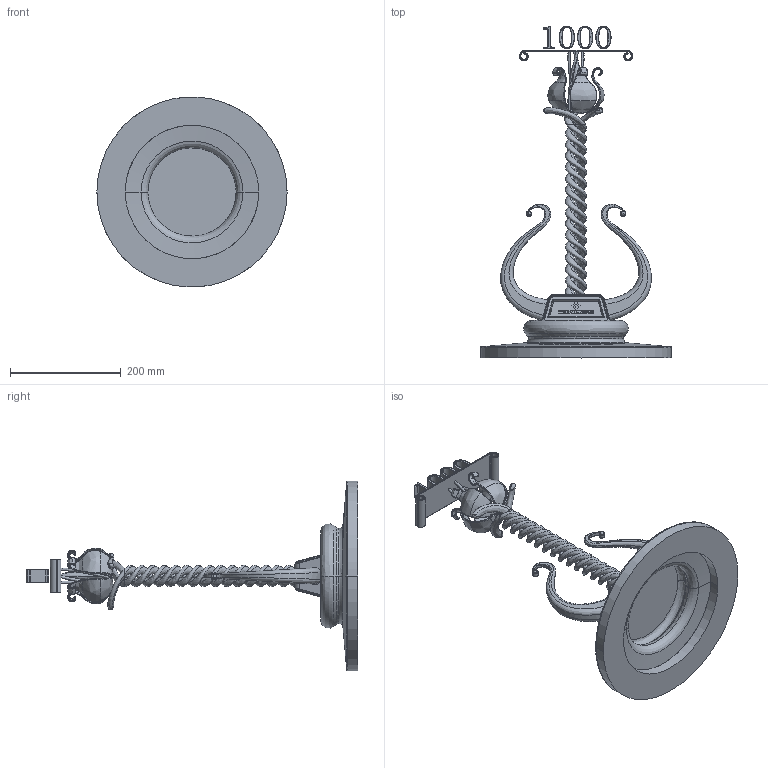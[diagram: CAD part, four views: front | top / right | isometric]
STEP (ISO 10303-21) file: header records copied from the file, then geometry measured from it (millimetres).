
FILE_DESCRIPTION(('FreeCAD Model'),'2;1');
FILE_NAME('Open CASCADE Shape Model','2025-05-04T04:36:39',('FreeCAD'),( 'FreeCAD'),'Open CASCADE STEP processor 7.6','FreeCAD','Unknown');
FILE_SCHEMA(('AUTOMOTIVE_DESIGN { 1 0 10303 214 1 1 1 1 }'));
Products named in the file (1): Open CASCADE STEP translator 7.6 1
Bounding box: 344.01 x 600.4 x 343.37 mm (x, y, z)
Volume: 2332831.1 mm3; surface area: 610647.1 mm2
Topology: 35 solids, 35 shells, 1792 faces, 4637 edges, 2913 vertices
Faces by surface type: bspline 1792
Entity records: 130915 total; most frequent: CARTESIAN_POINT 103341, ORIENTED_EDGE 9152, EDGE_CURVE 4576, B_SPLINE_CURVE_WITH_KNOTS 4085, VERTEX_POINT 2913, FACE_BOUND 1863, EDGE_LOOP 1863, ADVANCED_FACE 1792
